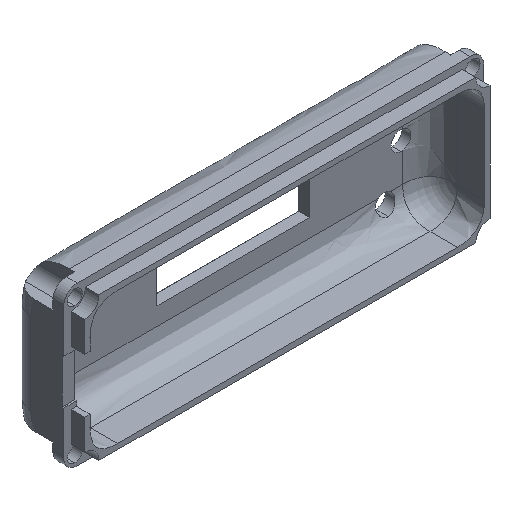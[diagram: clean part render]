
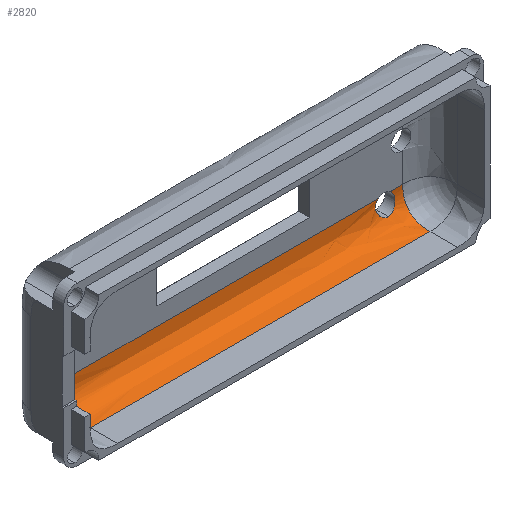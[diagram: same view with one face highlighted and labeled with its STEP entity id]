
A CAD part, isometric view. The second image highlights one B-rep face of the part: STEP entity #2820.
In plain terms, the highlighted free-form (B-spline) face has degree [2, 3] with [3, 4] control points.
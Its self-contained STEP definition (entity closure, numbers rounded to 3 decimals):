
#145 = CARTESIAN_POINT ( 'NONE',  ( 31.15, 2.5, -12.15 ) ) ;
#190 = B_SPLINE_SURFACE_WITH_KNOTS ( 'NONE', 2, 3, ( 
 ( #3551, #1777, #4936, #2178 ),
 ( #5398, #2647, #5860, #3105 ),
 ( #381, #3569, #834, #4036 ) ),
 .UNSPECIFIED., .F., .F., .F.,
 ( 3, 3 ),
 ( 4, 4 ),
 ( 0., 1. ),
 ( -0.006, 0.073 ),
 .UNSPECIFIED. ) ;
#380 = EDGE_CURVE ( 'NONE', #2429, #1838, #4135, .T. ) ;
#381 = CARTESIAN_POINT ( 'NONE',  ( 39.765, 7.5, -7.15 ) ) ;
#382 = CARTESIAN_POINT ( 'NONE',  ( 27.096, 6.847, -10.112 ) ) ;
#413 = CARTESIAN_POINT ( 'NONE',  ( 29.557, 7.411, -8.412 ) ) ;
#462 = CARTESIAN_POINT ( 'NONE',  ( -31.15, 2.5, -12.15 ) ) ;
#659 = EDGE_CURVE ( 'NONE', #1820, #4395, #4958, .T. ) ;
#724 = CARTESIAN_POINT ( 'NONE',  ( 31.15, 7.5, -7.15 ) ) ;
#824 = CARTESIAN_POINT ( 'NONE',  ( 26.686, 7.5, -7.15 ) ) ;
#834 = CARTESIAN_POINT ( 'NONE',  ( -13.255, 7.5, -7.15 ) ) ;
#835 = CARTESIAN_POINT ( 'NONE',  ( 27.437, 6.786, -10.214 ) ) ;
#848 = B_SPLINE_CURVE_WITH_KNOTS ( 'NONE', 2,
 ( #145, #2870, #3803 ),
 .UNSPECIFIED., .F., .F.,
 ( 3, 3 ),
 ( 0., 1. ),
 .UNSPECIFIED. ) ;
#850 = CARTESIAN_POINT ( 'NONE',  ( 27.8, 6.764, -10.25 ) ) ;
#869 = CARTESIAN_POINT ( 'NONE',  ( 29.401, 7.492, -7.704 ) ) ;
#1274 = CARTESIAN_POINT ( 'NONE',  ( 26.227, 7.485, -7.712 ) ) ;
#1293 = CARTESIAN_POINT ( 'NONE',  ( 27.709, 6.764, -10.25 ) ) ;
#1324 = CARTESIAN_POINT ( 'NONE',  ( 28.914, 7.5, -7.15 ) ) ;
#1589 = CARTESIAN_POINT ( 'NONE',  ( -31.15, 7.5, -12.15 ) ) ;
#1677 = CARTESIAN_POINT ( 'NONE',  ( 27.8, 6.764, -10.25 ) ) ;
#1718 = ORIENTED_EDGE ( 'NONE', *, *, #380, .F. ) ;
#1725 = CARTESIAN_POINT ( 'NONE',  ( 26.061, 7.436, -8.231 ) ) ;
#1757 = CARTESIAN_POINT ( 'NONE',  ( 28.164, 6.783, -10.221 ) ) ;
#1777 = CARTESIAN_POINT ( 'NONE',  ( 13.255, 2.5, -12.15 ) ) ;
#1820 = VERTEX_POINT ( 'NONE', #2269 ) ;
#1838 = VERTEX_POINT ( 'NONE', #462 ) ;
#1995 = CARTESIAN_POINT ( 'NONE',  ( 26.686, 7.5, -7.15 ) ) ;
#2040 = VERTEX_POINT ( 'NONE', #3889 ) ;
#2151 = B_SPLINE_CURVE_WITH_KNOTS ( 'NONE', 2,
 ( #3394, #1589, #2966 ),
 .UNSPECIFIED., .F., .F.,
 ( 3, 3 ),
 ( 0., 1. ),
 .UNSPECIFIED. ) ;
#2178 = CARTESIAN_POINT ( 'NONE',  ( -39.765, 2.5, -12.15 ) ) ;
#2179 = CARTESIAN_POINT ( 'NONE',  ( 26.062, 7.344, -8.771 ) ) ;
#2218 = CARTESIAN_POINT ( 'NONE',  ( 28.667, 6.893, -10.03 ) ) ;
#2269 = CARTESIAN_POINT ( 'NONE',  ( 26.686, 7.5, -7.15 ) ) ;
#2304 = CARTESIAN_POINT ( 'NONE',  ( -31.15, 2.5, -12.15 ) ) ;
#2411 = ORIENTED_EDGE ( 'NONE', *, *, #659, .F. ) ;
#2429 = VERTEX_POINT ( 'NONE', #3801 ) ;
#2532 = CARTESIAN_POINT ( 'NONE',  ( 28.914, 7.5, -7.15 ) ) ;
#2562 = EDGE_CURVE ( 'NONE', #2040, #3842, #2804, .T. ) ;
#2571 = ORIENTED_EDGE ( 'NONE', *, *, #2562, .F. ) ;
#2608 = CARTESIAN_POINT ( 'NONE',  ( -31.15, 7.5, -7.15 ) ) ;
#2647 = CARTESIAN_POINT ( 'NONE',  ( 13.255, 7.5, -12.15 ) ) ;
#2648 = CARTESIAN_POINT ( 'NONE',  ( 26.284, 7.163, -9.443 ) ) ;
#2677 = CARTESIAN_POINT ( 'NONE',  ( 29.317, 7.164, -9.442 ) ) ;
#2741 = CARTESIAN_POINT ( 'NONE',  ( 10.383, 2.5, -12.15 ) ) ;
#2804 = B_SPLINE_CURVE_WITH_KNOTS ( 'NONE', 3,
 ( #2532, #3900, #3454, #724 ),
 .UNSPECIFIED., .F., .F.,
 ( 4, 4 ),
 ( 0.9, 0.931 ),
 .UNSPECIFIED. ) ;
#2820 = ADVANCED_FACE ( 'NONE', ( #5122 ), #190, .T. ) ;
#2870 = CARTESIAN_POINT ( 'NONE',  ( 31.15, 7.5, -12.15 ) ) ;
#2966 = CARTESIAN_POINT ( 'NONE',  ( -31.15, 2.5, -12.15 ) ) ;
#3105 = CARTESIAN_POINT ( 'NONE',  ( -39.765, 7.5, -12.15 ) ) ;
#3107 = CARTESIAN_POINT ( 'NONE',  ( 26.934, 6.893, -10.031 ) ) ;
#3135 = CARTESIAN_POINT ( 'NONE',  ( 29.538, 7.344, -8.773 ) ) ;
#3287 = EDGE_CURVE ( 'NONE', #5486, #1820, #4247, .T. ) ;
#3394 = CARTESIAN_POINT ( 'NONE',  ( -31.15, 7.5, -7.15 ) ) ;
#3454 = CARTESIAN_POINT ( 'NONE',  ( 30.405, 7.5, -7.15 ) ) ;
#3515 = ORIENTED_EDGE ( 'NONE', *, *, #3287, .F. ) ;
#3551 = CARTESIAN_POINT ( 'NONE',  ( 39.765, 2.5, -12.15 ) ) ;
#3552 = CARTESIAN_POINT ( 'NONE',  ( 26.544, 7.5, -7.267 ) ) ;
#3569 = CARTESIAN_POINT ( 'NONE',  ( 13.255, 7.5, -7.15 ) ) ;
#3570 = CARTESIAN_POINT ( 'NONE',  ( 27.35, 6.799, -10.194 ) ) ;
#3589 = CARTESIAN_POINT ( 'NONE',  ( 27.982, 6.764, -10.25 ) ) ;
#3608 = CARTESIAN_POINT ( 'NONE',  ( 29.539, 7.436, -8.234 ) ) ;
#3671 = CARTESIAN_POINT ( 'NONE',  ( -10.383, 2.5, -12.15 ) ) ;
#3801 = CARTESIAN_POINT ( 'NONE',  ( 31.15, 2.5, -12.15 ) ) ;
#3803 = CARTESIAN_POINT ( 'NONE',  ( 31.15, 7.5, -7.15 ) ) ;
#3830 = CARTESIAN_POINT ( 'NONE',  ( -11.871, 7.5, -7.15 ) ) ;
#3842 = VERTEX_POINT ( 'NONE', #4181 ) ;
#3870 = ORIENTED_EDGE ( 'NONE', *, *, #5937, .F. ) ;
#3889 = CARTESIAN_POINT ( 'NONE',  ( 28.914, 7.5, -7.15 ) ) ;
#3900 = CARTESIAN_POINT ( 'NONE',  ( 29.659, 7.5, -7.15 ) ) ;
#4020 = CARTESIAN_POINT ( 'NONE',  ( 26.424, 7.498, -7.403 ) ) ;
#4036 = CARTESIAN_POINT ( 'NONE',  ( -39.765, 7.5, -7.15 ) ) ;
#4038 = CARTESIAN_POINT ( 'NONE',  ( 27.616, 6.769, -10.243 ) ) ;
#4067 = CARTESIAN_POINT ( 'NONE',  ( 29.198, 7.5, -7.384 ) ) ;
#4135 = B_SPLINE_CURVE_WITH_KNOTS ( 'NONE', 3,
 ( #5061, #2741, #3671, #2304 ),
 .UNSPECIFIED., .F., .F.,
 ( 4, 4 ),
 ( 0.036, 0.964 ),
 .UNSPECIFIED. ) ;
#4181 = CARTESIAN_POINT ( 'NONE',  ( 31.15, 7.5, -7.15 ) ) ;
#4247 = B_SPLINE_CURVE_WITH_KNOTS ( 'NONE', 3,
 ( #4708, #3830, #4748, #1995 ),
 .UNSPECIFIED., .F., .F.,
 ( 4, 4 ),
 ( 0.069, 0.869 ),
 .UNSPECIFIED. ) ;
#4395 = VERTEX_POINT ( 'NONE', #1677 ) ;
#4467 = CARTESIAN_POINT ( 'NONE',  ( 26.154, 7.473, -7.879 ) ) ;
#4488 = CARTESIAN_POINT ( 'NONE',  ( 27.8, 6.764, -10.25 ) ) ;
#4551 = EDGE_LOOP ( 'NONE', ( #2571, #3870, #2411, #3515, #5625, #1718, #5269 ) ) ;
#4616 = EDGE_CURVE ( 'NONE', #2429, #3842, #848, .T. ) ;
#4708 = CARTESIAN_POINT ( 'NONE',  ( -31.15, 7.5, -7.15 ) ) ;
#4736 = B_SPLINE_CURVE_WITH_KNOTS ( 'NONE', 3,
 ( #850, #3589, #1757, #4978, #2218, #5428, #2677, #5895, #3135, #413, #3608, #869, #4067, #1324 ),
 .UNSPECIFIED., .F., .F.,
 ( 4, 2, 2, 2, 2, 2, 4 ),
 ( 0.004, 0.005, 0.005, 0.007, 0.007, 0.008, 0.009 ),
 .UNSPECIFIED. ) ;
#4748 = CARTESIAN_POINT ( 'NONE',  ( 7.408, 7.5, -7.15 ) ) ;
#4936 = CARTESIAN_POINT ( 'NONE',  ( -13.255, 2.5, -12.15 ) ) ;
#4937 = CARTESIAN_POINT ( 'NONE',  ( 26.043, 7.411, -8.413 ) ) ;
#4958 = B_SPLINE_CURVE_WITH_KNOTS ( 'NONE', 3,
 ( #824, #3552, #4020, #1274, #4467, #1725, #4937, #2179, #5399, #2648, #5861, #3107, #382, #3570, #835, #4038, #1293, #4488 ),
 .UNSPECIFIED., .F., .F.,
 ( 4, 2, 2, 2, 2, 2, 2, 2, 4 ),
 ( 0., 0.001, 0.001, 0.002, 0.002, 0.003, 0.004, 0.004, 0.004 ),
 .UNSPECIFIED. ) ;
#4978 = CARTESIAN_POINT ( 'NONE',  ( 28.506, 6.847, -10.111 ) ) ;
#5061 = CARTESIAN_POINT ( 'NONE',  ( 31.15, 2.5, -12.15 ) ) ;
#5122 = FACE_OUTER_BOUND ( 'NONE', #4551, .T. ) ;
#5269 = ORIENTED_EDGE ( 'NONE', *, *, #4616, .T. ) ;
#5361 = EDGE_CURVE ( 'NONE', #5486, #1838, #2151, .T. ) ;
#5398 = CARTESIAN_POINT ( 'NONE',  ( 39.765, 7.5, -12.15 ) ) ;
#5399 = CARTESIAN_POINT ( 'NONE',  ( 26.099, 7.303, -8.947 ) ) ;
#5428 = CARTESIAN_POINT ( 'NONE',  ( 29.095, 7.045, -9.728 ) ) ;
#5486 = VERTEX_POINT ( 'NONE', #2608 ) ;
#5625 = ORIENTED_EDGE ( 'NONE', *, *, #5361, .T. ) ;
#5860 = CARTESIAN_POINT ( 'NONE',  ( -13.255, 7.5, -12.15 ) ) ;
#5861 = CARTESIAN_POINT ( 'NONE',  ( 26.507, 7.044, -9.73 ) ) ;
#5895 = CARTESIAN_POINT ( 'NONE',  ( 29.501, 7.304, -8.947 ) ) ;
#5937 = EDGE_CURVE ( 'NONE', #4395, #2040, #4736, .T. ) ;
